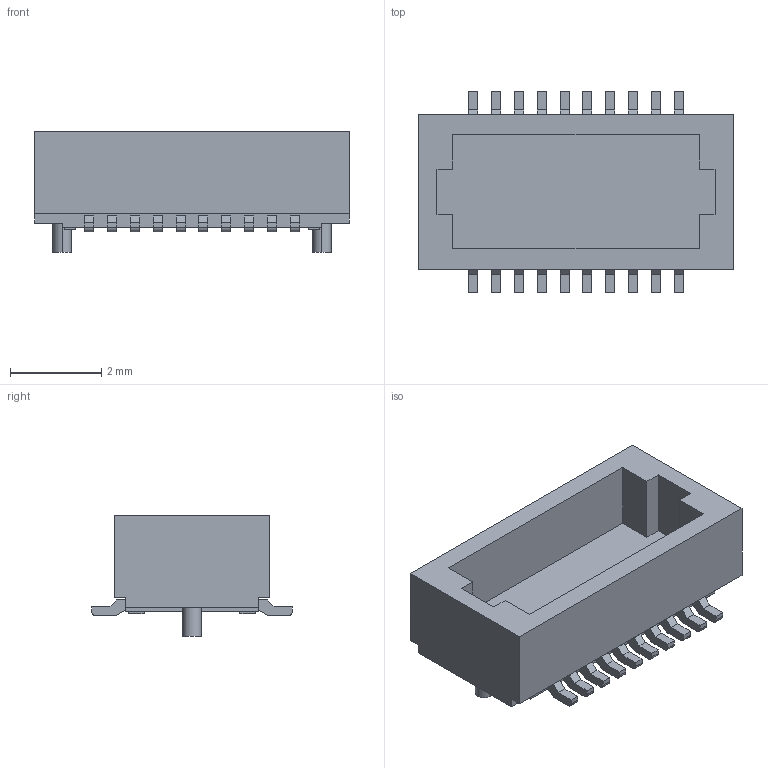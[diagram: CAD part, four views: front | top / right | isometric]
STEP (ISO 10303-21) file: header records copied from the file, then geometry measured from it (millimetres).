
FILE_DESCRIPTION(('Open CASCADE Model'),'2;1');
FILE_NAME('Open CASCADE Shape Model','2013-03-19T21:42:27',('Author'),( 'Open CASCADE'),'Open CASCADE STEP processor 6.5','Open CASCADE 6.5' ,'Unknown');
FILE_SCHEMA(('AUTOMOTIVE_DESIGN_CC2 { 1 2 10303 214 -1 1 5 4 }'));
Length unit declared in the file: millimetre
Products named in the file (1): _0P3_0_JMCS_G_B_TF
Bounding box: 6.9 x 4.4 x 2.65 mm (x, y, z)
Volume: 27.5 mm3; surface area: 130.2 mm2
Topology: 1 solids, 1 shells, 255 faces, 680 edges, 452 vertices
Faces by surface type: plane 211, cylinder 44
Entity records: 16686 total; most frequent: CARTESIAN_POINT 3215, DIRECTION 2416, LINE 1684, VECTOR 1684, ORIENTED_EDGE 1360, PCURVE 1360, DEFINITIONAL_REPRESENTATION 1360, EDGE_CURVE 680
